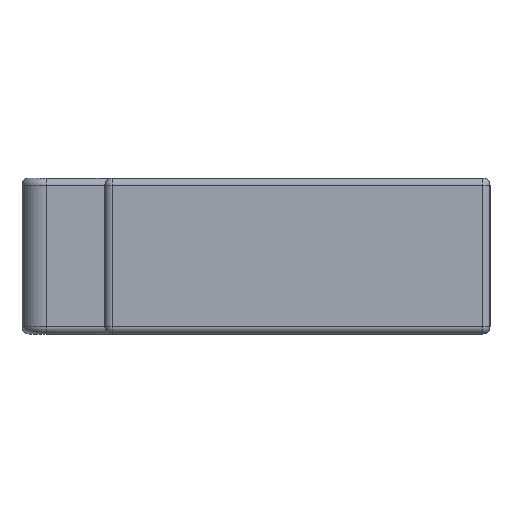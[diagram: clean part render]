
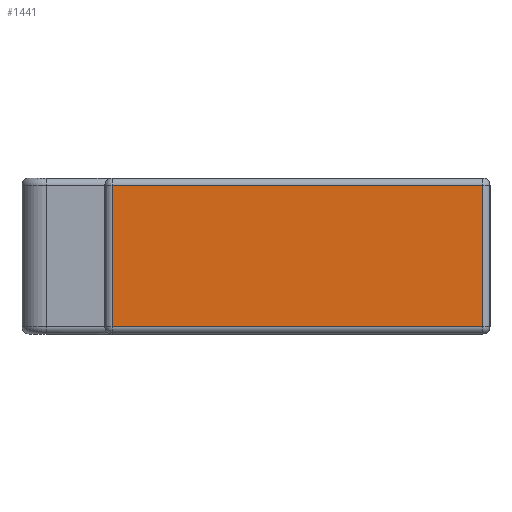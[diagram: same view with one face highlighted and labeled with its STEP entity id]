
A CAD part, left-side view. The second image highlights one B-rep face of the part: STEP entity #1441.
In plain terms, the highlighted planar face has unit normal (-1, 0, 0).
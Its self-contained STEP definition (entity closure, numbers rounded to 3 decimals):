
#227 = CARTESIAN_POINT ( 'NONE',  ( -70., 29.5, 16. ) ) ;
#304 = VERTEX_POINT ( 'NONE', #2431 ) ;
#684 = VERTEX_POINT ( 'NONE', #969 ) ;
#695 = CARTESIAN_POINT ( 'NONE',  ( -70., 31., 14.5 ) ) ;
#879 = LINE ( 'NONE', #2213, #5787 ) ;
#969 = CARTESIAN_POINT ( 'NONE',  ( -70., -46.5, 14.5 ) ) ;
#1041 = ORIENTED_EDGE ( 'NONE', *, *, #2328, .T. ) ;
#1184 = ORIENTED_EDGE ( 'NONE', *, *, #3287, .T. ) ;
#1441 = ADVANCED_FACE ( 'NONE', ( #4677 ), #3835, .F. ) ;
#1694 = VECTOR ( 'NONE', #5973, 1000. ) ;
#1844 = CARTESIAN_POINT ( 'NONE',  ( -70., 31., -14.5 ) ) ;
#2213 = CARTESIAN_POINT ( 'NONE',  ( -70., -46.5, 16. ) ) ;
#2328 = EDGE_CURVE ( 'NONE', #5638, #684, #879, .T. ) ;
#2431 = CARTESIAN_POINT ( 'NONE',  ( -70., 29.5, -14.5 ) ) ;
#2434 = EDGE_CURVE ( 'NONE', #304, #5638, #2901, .T. ) ;
#2458 = DIRECTION ( 'NONE',  ( 0., 1., 0. ) ) ;
#2460 = VERTEX_POINT ( 'NONE', #2793 ) ;
#2748 = VECTOR ( 'NONE', #4843, 1000. ) ;
#2793 = CARTESIAN_POINT ( 'NONE',  ( -70., 29.5, 14.5 ) ) ;
#2860 = EDGE_CURVE ( 'NONE', #2460, #304, #3980, .T. ) ;
#2901 = LINE ( 'NONE', #1844, #1694 ) ;
#3287 = EDGE_CURVE ( 'NONE', #684, #2460, #3466, .T. ) ;
#3466 = LINE ( 'NONE', #695, #5911 ) ;
#3835 = PLANE ( 'NONE',  #3911 ) ;
#3911 = AXIS2_PLACEMENT_3D ( 'NONE', #4300, #5218, #2458 ) ;
#3928 = DIRECTION ( 'NONE',  ( 0., 1., 0. ) ) ;
#3980 = LINE ( 'NONE', #227, #2748 ) ;
#4019 = ORIENTED_EDGE ( 'NONE', *, *, #2860, .T. ) ;
#4300 = CARTESIAN_POINT ( 'NONE',  ( -70., 31., 16. ) ) ;
#4302 = CARTESIAN_POINT ( 'NONE',  ( -70., -46.5, -14.5 ) ) ;
#4677 = FACE_OUTER_BOUND ( 'NONE', #5492, .T. ) ;
#4829 = ORIENTED_EDGE ( 'NONE', *, *, #2434, .T. ) ;
#4843 = DIRECTION ( 'NONE',  ( 0., 0., -1. ) ) ;
#4959 = DIRECTION ( 'NONE',  ( 0., 0., 1. ) ) ;
#5218 = DIRECTION ( 'NONE',  ( 1., 0., 0. ) ) ;
#5492 = EDGE_LOOP ( 'NONE', ( #1184, #4019, #4829, #1041 ) ) ;
#5638 = VERTEX_POINT ( 'NONE', #4302 ) ;
#5787 = VECTOR ( 'NONE', #4959, 1000. ) ;
#5911 = VECTOR ( 'NONE', #3928, 1000. ) ;
#5973 = DIRECTION ( 'NONE',  ( 0., -1., 0. ) ) ;
